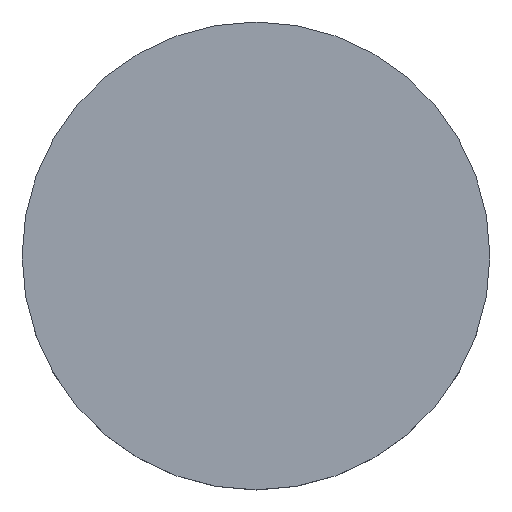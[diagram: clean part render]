
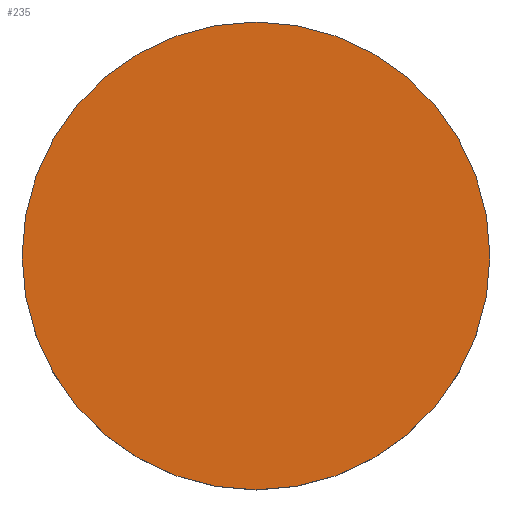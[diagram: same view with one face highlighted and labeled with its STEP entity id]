
A CAD part, top view. The second image highlights one B-rep face of the part: STEP entity #235.
In plain terms, the highlighted planar face has unit normal (0, 0, 1).
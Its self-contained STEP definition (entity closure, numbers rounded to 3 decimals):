
#9 = AXIS2_PLACEMENT_3D ( 'NONE', #191, #127, #59 ) ;
#10 = CIRCLE ( 'NONE', #199, 19.05 ) ;
#31 = FACE_OUTER_BOUND ( 'NONE', #228, .T. ) ;
#53 = VERTEX_POINT ( 'NONE', #206 ) ;
#59 = DIRECTION ( 'NONE',  ( 1., 0., 0. ) ) ;
#99 = ORIENTED_EDGE ( 'NONE', *, *, #117, .F. ) ;
#106 = DIRECTION ( 'NONE',  ( 0., 0., -1. ) ) ;
#110 = AXIS2_PLACEMENT_3D ( 'NONE', #132, #106, #111 ) ;
#111 = DIRECTION ( 'NONE',  ( 1., 0., 0. ) ) ;
#114 = CIRCLE ( 'NONE', #110, 19.05 ) ;
#117 = EDGE_CURVE ( 'NONE', #53, #219, #114, .T. ) ;
#127 = DIRECTION ( 'NONE',  ( 0., 0., 1. ) ) ;
#129 = DIRECTION ( 'NONE',  ( 1., 0., 0. ) ) ;
#130 = PLANE ( 'NONE',  #9 ) ;
#132 = CARTESIAN_POINT ( 'NONE',  ( 0., 0., 2. ) ) ;
#151 = CARTESIAN_POINT ( 'NONE',  ( -19.05, 0., 2. ) ) ;
#162 = ORIENTED_EDGE ( 'NONE', *, *, #186, .F. ) ;
#173 = CARTESIAN_POINT ( 'NONE',  ( 0., 0., 2. ) ) ;
#186 = EDGE_CURVE ( 'NONE', #219, #53, #10, .T. ) ;
#187 = DIRECTION ( 'NONE',  ( 0., 0., -1. ) ) ;
#191 = CARTESIAN_POINT ( 'NONE',  ( 0., 39.066, 2. ) ) ;
#199 = AXIS2_PLACEMENT_3D ( 'NONE', #173, #187, #129 ) ;
#206 = CARTESIAN_POINT ( 'NONE',  ( 19.05, 0., 2. ) ) ;
#219 = VERTEX_POINT ( 'NONE', #151 ) ;
#228 = EDGE_LOOP ( 'NONE', ( #99, #162 ) ) ;
#235 = ADVANCED_FACE ( 'NONE', ( #31 ), #130, .T. ) ;
